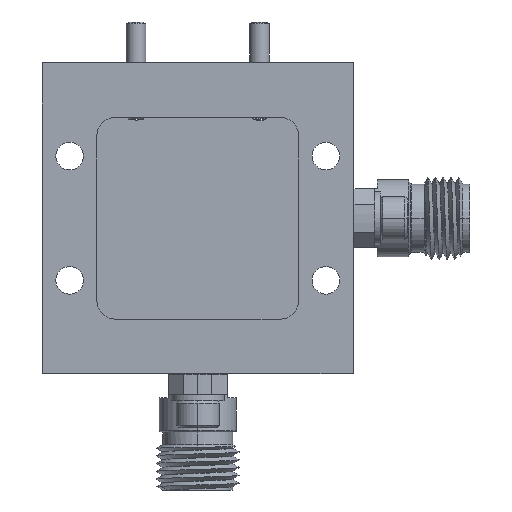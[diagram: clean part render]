
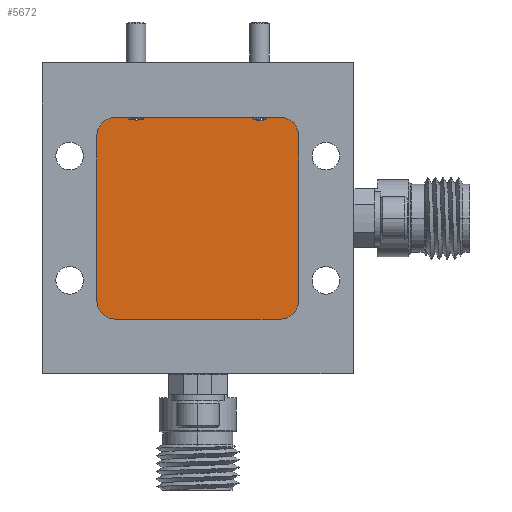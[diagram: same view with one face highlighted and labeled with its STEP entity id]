
A CAD part, front view. The second image highlights one B-rep face of the part: STEP entity #5672.
In plain terms, the highlighted planar face has unit normal (0, -1, 0).
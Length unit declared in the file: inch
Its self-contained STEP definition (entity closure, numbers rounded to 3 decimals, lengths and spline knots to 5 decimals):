
#49 = LINE ( 'NONE', #5717, #10793 ) ;
#68 = VECTOR ( 'NONE', #9196, 39.37008 ) ;
#370 = CARTESIAN_POINT ( 'NONE',  ( -0.265, 0.2, -0.265 ) ) ;
#379 = FACE_OUTER_BOUND ( 'NONE', #8988, .T. ) ;
#521 = CARTESIAN_POINT ( 'NONE',  ( -0.265, 0.2, -0.325 ) ) ;
#555 = CIRCLE ( 'NONE', #14860, 0.06 ) ;
#614 = AXIS2_PLACEMENT_3D ( 'NONE', #15115, #4508, #6809 ) ;
#680 = LINE ( 'NONE', #7628, #8383 ) ;
#694 = VERTEX_POINT ( 'NONE', #1661 ) ;
#840 = CARTESIAN_POINT ( 'NONE',  ( 0.19488, 0.2, 0.31421 ) ) ;
#874 = CARTESIAN_POINT ( 'NONE',  ( -0.17949, 0.2, 0.48 ) ) ;
#918 = DIRECTION ( 'NONE',  ( 0., 0., -1. ) ) ;
#920 = ORIENTED_EDGE ( 'NONE', *, *, #15174, .T. ) ;
#923 = CARTESIAN_POINT ( 'NONE',  ( 0.325, 0.2, -0.265 ) ) ;
#1120 = LINE ( 'NONE', #14271, #1862 ) ;
#1147 = ORIENTED_EDGE ( 'NONE', *, *, #13391, .T. ) ;
#1157 = EDGE_CURVE ( 'NONE', #12026, #1433, #14712, .T. ) ;
#1433 = VERTEX_POINT ( 'NONE', #4232 ) ;
#1439 = AXIS2_PLACEMENT_3D ( 'NONE', #8018, #9340, #918 ) ;
#1545 = CARTESIAN_POINT ( 'NONE',  ( 0.325, 0.2, 0.265 ) ) ;
#1639 = EDGE_CURVE ( 'NONE', #4140, #12026, #555, .T. ) ;
#1661 = CARTESIAN_POINT ( 'NONE',  ( 0.17537, 0.2, 0.325 ) ) ;
#1751 = DIRECTION ( 'NONE',  ( -1., 0., 0. ) ) ;
#1862 = VECTOR ( 'NONE', #8179, 39.37008 ) ;
#2004 = VERTEX_POINT ( 'NONE', #521 ) ;
#2238 = CIRCLE ( 'NONE', #7036, 0.06 ) ;
#2374 = VERTEX_POINT ( 'NONE', #12670 ) ;
#2471 = VECTOR ( 'NONE', #6927, 39.37008 ) ;
#2816 = CARTESIAN_POINT ( 'NONE',  ( 0.17537, 0.2, 0.48 ) ) ;
#2847 = EDGE_CURVE ( 'NONE', #6735, #8324, #10717, .T. ) ;
#2867 = LINE ( 'NONE', #13955, #68 ) ;
#2880 = LINE ( 'NONE', #8140, #3833 ) ;
#2885 = DIRECTION ( 'NONE',  ( 0., -1., 0. ) ) ;
#3049 = EDGE_CURVE ( 'NONE', #8836, #2374, #3914, .T. ) ;
#3535 = CARTESIAN_POINT ( 'NONE',  ( -0.21825, 0.2, 0.325 ) ) ;
#3833 = VECTOR ( 'NONE', #15342, 39.37008 ) ;
#3914 = LINE ( 'NONE', #13086, #15155 ) ;
#4140 = VERTEX_POINT ( 'NONE', #10203 ) ;
#4232 = CARTESIAN_POINT ( 'NONE',  ( -0.325, 0.2, -0.265 ) ) ;
#4508 = DIRECTION ( 'NONE',  ( 0., -1., 0. ) ) ;
#4549 = CARTESIAN_POINT ( 'NONE',  ( 0.17537, 0.2, 0.32 ) ) ;
#5020 = EDGE_CURVE ( 'NONE', #11758, #14188, #7235, .T. ) ;
#5059 = CARTESIAN_POINT ( 'NONE',  ( 0.22237, 0.2, 0.48 ) ) ;
#5102 = VERTEX_POINT ( 'NONE', #7814 ) ;
#5447 = ORIENTED_EDGE ( 'NONE', *, *, #11557, .T. ) ;
#5484 = EDGE_CURVE ( 'NONE', #694, #12553, #10910, .T. ) ;
#5563 = CARTESIAN_POINT ( 'NONE',  ( 0.22237, 0.2, 0.325 ) ) ;
#5672 = ADVANCED_FACE ( 'NONE', ( #379 ), #11691, .T. ) ;
#5717 = CARTESIAN_POINT ( 'NONE',  ( -0.265, 0.2, 0.325 ) ) ;
#5739 = CARTESIAN_POINT ( 'NONE',  ( 0.20705, 0.2, 0.31423 ) ) ;
#6042 = VERTEX_POINT ( 'NONE', #5563 ) ;
#6356 = CARTESIAN_POINT ( 'NONE',  ( -0.18571, 0.2, 0.31765 ) ) ;
#6484 = ORIENTED_EDGE ( 'NONE', *, *, #2847, .T. ) ;
#6500 = CARTESIAN_POINT ( 'NONE',  ( -0.17949, 0.2, 0.325 ) ) ;
#6735 = VERTEX_POINT ( 'NONE', #9777 ) ;
#6809 = DIRECTION ( 'NONE',  ( 0., 0., -1. ) ) ;
#6819 = ORIENTED_EDGE ( 'NONE', *, *, #8697, .T. ) ;
#6924 = DIRECTION ( 'NONE',  ( -1., 0., 0. ) ) ;
#6927 = DIRECTION ( 'NONE',  ( 0., 0., 1. ) ) ;
#7036 = AXIS2_PLACEMENT_3D ( 'NONE', #370, #13425, #10992 ) ;
#7235 = CIRCLE ( 'NONE', #13308, 0.06 ) ;
#7582 = DIRECTION ( 'NONE',  ( 0., 0., -1. ) ) ;
#7628 = CARTESIAN_POINT ( 'NONE',  ( -0.265, 0.2, 0.325 ) ) ;
#7663 = ORIENTED_EDGE ( 'NONE', *, *, #11213, .F. ) ;
#7814 = CARTESIAN_POINT ( 'NONE',  ( 0.22237, 0.2, 0.32 ) ) ;
#8018 = CARTESIAN_POINT ( 'NONE',  ( -0.265, 0.2, -0.265 ) ) ;
#8140 = CARTESIAN_POINT ( 'NONE',  ( -0.265, 0.2, 0.325 ) ) ;
#8170 = VECTOR ( 'NONE', #8434, 39.37008 ) ;
#8179 = DIRECTION ( 'NONE',  ( 0., 0., 1. ) ) ;
#8324 = VERTEX_POINT ( 'NONE', #923 ) ;
#8357 = EDGE_CURVE ( 'NONE', #8836, #4140, #49, .T. ) ;
#8383 = VECTOR ( 'NONE', #1751, 39.37008 ) ;
#8399 = CARTESIAN_POINT ( 'NONE',  ( 0.22237, 0.2, 0.32 ) ) ;
#8434 = DIRECTION ( 'NONE',  ( 0., 0., -1. ) ) ;
#8686 = ORIENTED_EDGE ( 'NONE', *, *, #5484, .F. ) ;
#8697 = EDGE_CURVE ( 'NONE', #2004, #6735, #2867, .T. ) ;
#8836 = VERTEX_POINT ( 'NONE', #3535 ) ;
#8868 = LINE ( 'NONE', #874, #2471 ) ;
#8988 = EDGE_LOOP ( 'NONE', ( #11495, #7663, #13514, #13273, #11894, #15267, #10719, #6819, #6484, #5447, #11097, #1147, #9209, #9781, #8686, #920 ) ) ;
#9196 = DIRECTION ( 'NONE',  ( 1., 0., 0. ) ) ;
#9209 = ORIENTED_EDGE ( 'NONE', *, *, #13881, .F. ) ;
#9216 = EDGE_CURVE ( 'NONE', #10052, #11829, #8868, .T. ) ;
#9311 = CARTESIAN_POINT ( 'NONE',  ( 0.19079, 0.2, 0.31487 ) ) ;
#9340 = DIRECTION ( 'NONE',  ( 0., -1., 0. ) ) ;
#9481 = CARTESIAN_POINT ( 'NONE',  ( -0.265, 0.2, 0.265 ) ) ;
#9777 = CARTESIAN_POINT ( 'NONE',  ( 0.265, 0.2, -0.325 ) ) ;
#9781 = ORIENTED_EDGE ( 'NONE', *, *, #10046, .F. ) ;
#9934 = DIRECTION ( 'NONE',  ( 0., 0., 1. ) ) ;
#10046 = EDGE_CURVE ( 'NONE', #12553, #5102, #11312, .T. ) ;
#10052 = VERTEX_POINT ( 'NONE', #15205 ) ;
#10203 = CARTESIAN_POINT ( 'NONE',  ( -0.265, 0.2, 0.325 ) ) ;
#10249 = CARTESIAN_POINT ( 'NONE',  ( 0.265, 0.2, 0.265 ) ) ;
#10693 = CARTESIAN_POINT ( 'NONE',  ( 0.265, 0.2, 0.325 ) ) ;
#10717 = CIRCLE ( 'NONE', #614, 0.06 ) ;
#10719 = ORIENTED_EDGE ( 'NONE', *, *, #11237, .T. ) ;
#10793 = VECTOR ( 'NONE', #6924, 39.37008 ) ;
#10910 = LINE ( 'NONE', #2816, #14090 ) ;
#10992 = DIRECTION ( 'NONE',  ( 0., 0., -1. ) ) ;
#11097 = ORIENTED_EDGE ( 'NONE', *, *, #5020, .T. ) ;
#11119 = B_SPLINE_CURVE_WITH_KNOTS ( 'NONE', 3,
 ( #12275, #13481, #12226, #11143, #6356, #14780 ),
 .UNSPECIFIED., .F., .F.,
 ( 4, 2, 4 ),
 ( 0.00392, 0.00442, 0.00492 ),
 .UNSPECIFIED. ) ;
#11143 = CARTESIAN_POINT ( 'NONE',  ( -0.19214, 0.2, 0.31588 ) ) ;
#11213 = EDGE_CURVE ( 'NONE', #2374, #10052, #11119, .T. ) ;
#11237 = EDGE_CURVE ( 'NONE', #1433, #2004, #2238, .T. ) ;
#11312 = B_SPLINE_CURVE_WITH_KNOTS ( 'NONE', 3,
 ( #15405, #12902, #12801, #9311, #840, #5739, #14127, #8399 ),
 .UNSPECIFIED., .F., .F.,
 ( 4, 2, 2, 4 ),
 ( 0.00417, 0.00447, 0.00478, 0.0054 ),
 .UNSPECIFIED. ) ;
#11495 = ORIENTED_EDGE ( 'NONE', *, *, #9216, .F. ) ;
#11557 = EDGE_CURVE ( 'NONE', #8324, #11758, #1120, .T. ) ;
#11691 = PLANE ( 'NONE',  #1439 ) ;
#11758 = VERTEX_POINT ( 'NONE', #1545 ) ;
#11829 = VERTEX_POINT ( 'NONE', #6500 ) ;
#11838 = DIRECTION ( 'NONE',  ( 0., -1., 0. ) ) ;
#11894 = ORIENTED_EDGE ( 'NONE', *, *, #1639, .T. ) ;
#12026 = VERTEX_POINT ( 'NONE', #14253 ) ;
#12144 = CARTESIAN_POINT ( 'NONE',  ( -0.325, 0.2, 0.265 ) ) ;
#12226 = CARTESIAN_POINT ( 'NONE',  ( -0.20547, 0.2, 0.31586 ) ) ;
#12275 = CARTESIAN_POINT ( 'NONE',  ( -0.21825, 0.2, 0.32 ) ) ;
#12436 = DIRECTION ( 'NONE',  ( 0., 0., -1. ) ) ;
#12553 = VERTEX_POINT ( 'NONE', #4549 ) ;
#12670 = CARTESIAN_POINT ( 'NONE',  ( -0.21825, 0.2, 0.32 ) ) ;
#12801 = CARTESIAN_POINT ( 'NONE',  ( 0.18296, 0.2, 0.31698 ) ) ;
#12902 = CARTESIAN_POINT ( 'NONE',  ( 0.17912, 0.2, 0.31842 ) ) ;
#13086 = CARTESIAN_POINT ( 'NONE',  ( -0.21825, 0.2, 0.48 ) ) ;
#13137 = DIRECTION ( 'NONE',  ( 0., 0., -1. ) ) ;
#13273 = ORIENTED_EDGE ( 'NONE', *, *, #8357, .T. ) ;
#13308 = AXIS2_PLACEMENT_3D ( 'NONE', #10249, #2885, #12436 ) ;
#13391 = EDGE_CURVE ( 'NONE', #14188, #6042, #680, .T. ) ;
#13425 = DIRECTION ( 'NONE',  ( 0., -1., 0. ) ) ;
#13481 = CARTESIAN_POINT ( 'NONE',  ( -0.21202, 0.2, 0.31764 ) ) ;
#13514 = ORIENTED_EDGE ( 'NONE', *, *, #3049, .F. ) ;
#13881 = EDGE_CURVE ( 'NONE', #5102, #6042, #15470, .T. ) ;
#13955 = CARTESIAN_POINT ( 'NONE',  ( -0.265, 0.2, -0.325 ) ) ;
#14090 = VECTOR ( 'NONE', #7582, 39.37008 ) ;
#14127 = CARTESIAN_POINT ( 'NONE',  ( 0.21494, 0.2, 0.31686 ) ) ;
#14188 = VERTEX_POINT ( 'NONE', #10693 ) ;
#14253 = CARTESIAN_POINT ( 'NONE',  ( -0.325, 0.2, 0.265 ) ) ;
#14271 = CARTESIAN_POINT ( 'NONE',  ( 0.325, 0.2, 0.265 ) ) ;
#14712 = LINE ( 'NONE', #12144, #8170 ) ;
#14727 = VECTOR ( 'NONE', #9934, 39.37008 ) ;
#14780 = CARTESIAN_POINT ( 'NONE',  ( -0.17949, 0.2, 0.32 ) ) ;
#14860 = AXIS2_PLACEMENT_3D ( 'NONE', #9481, #11838, #15518 ) ;
#15115 = CARTESIAN_POINT ( 'NONE',  ( 0.265, 0.2, -0.265 ) ) ;
#15155 = VECTOR ( 'NONE', #13137, 39.37008 ) ;
#15174 = EDGE_CURVE ( 'NONE', #694, #11829, #2880, .T. ) ;
#15205 = CARTESIAN_POINT ( 'NONE',  ( -0.17949, 0.2, 0.32 ) ) ;
#15267 = ORIENTED_EDGE ( 'NONE', *, *, #1157, .T. ) ;
#15342 = DIRECTION ( 'NONE',  ( -1., 0., 0. ) ) ;
#15405 = CARTESIAN_POINT ( 'NONE',  ( 0.17537, 0.2, 0.32 ) ) ;
#15470 = LINE ( 'NONE', #5059, #14727 ) ;
#15518 = DIRECTION ( 'NONE',  ( 0., 0., -1. ) ) ;
